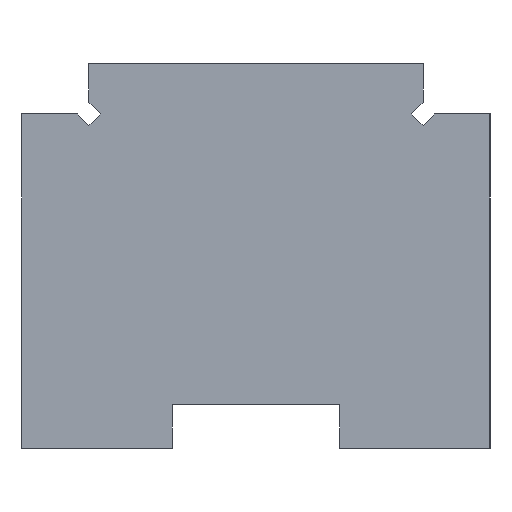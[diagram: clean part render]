
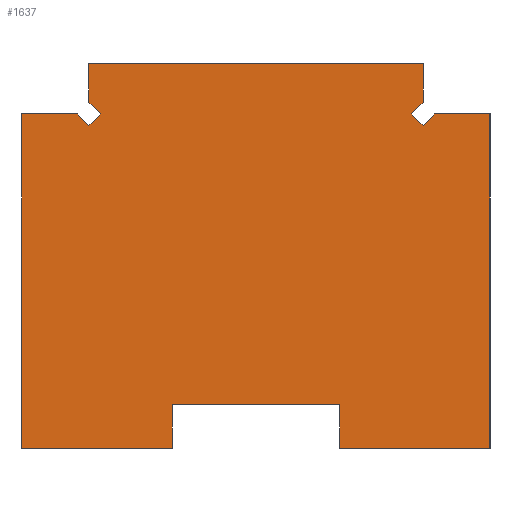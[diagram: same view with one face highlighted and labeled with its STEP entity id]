
A CAD part, left-side view. The second image highlights one B-rep face of the part: STEP entity #1637.
In plain terms, the highlighted planar face has unit normal (-1, 0, 0).
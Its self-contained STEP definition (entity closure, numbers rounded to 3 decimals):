
#903=EDGE_CURVE('',#983,#1121,#2551,.T.);
#979=VERTEX_POINT('',#2640);
#983=VERTEX_POINT('',#2644);
#1017=VERTEX_POINT('',#2683);
#1033=EDGE_CURVE('',#1915,#2101,#2700,.T.);
#1039=EDGE_CURVE('',#1825,#2289,#2706,.T.);
#1075=VERTEX_POINT('',#2745);
#1111=VERTEX_POINT('',#2785);
#1121=VERTEX_POINT('',#2795);
#1181=VERTEX_POINT('',#2857);
#1255=VERTEX_POINT('',#2942);
#1347=EDGE_CURVE('',#1425,#983,#3046,.T.);
#1415=VERTEX_POINT('',#3122);
#1425=VERTEX_POINT('',#3133);
#1461=EDGE_CURVE('',#1535,#1017,#3176,.T.);
#1495=VERTEX_POINT('',#3214);
#1523=EDGE_CURVE('',#1495,#1535,#3248,.T.);
#1535=VERTEX_POINT('',#3260);
#1569=EDGE_CURVE('',#979,#1181,#3297,.T.);
#1637=ADVANCED_FACE('',(#3370),#3371,.T.);
#1653=VERTEX_POINT('',#3388);
#1657=EDGE_CURVE('',#1653,#1255,#3392,.T.);
#1679=VERTEX_POINT('',#3415);
#1825=VERTEX_POINT('',#3581);
#1871=EDGE_CURVE('',#2289,#1017,#3632,.T.);
#1875=EDGE_CURVE('',#1181,#1075,#3636,.T.);
#1915=VERTEX_POINT('',#3683);
#1961=EDGE_CURVE('',#1255,#1121,#3736,.T.);
#2015=EDGE_CURVE('',#2101,#1825,#3797,.T.);
#2047=EDGE_CURVE('',#1075,#1679,#3835,.T.);
#2053=EDGE_CURVE('',#979,#1653,#3841,.T.);
#2101=VERTEX_POINT('',#3893);
#2157=EDGE_CURVE('',#1111,#1495,#3956,.T.);
#2209=EDGE_CURVE('',#1111,#1425,#4015,.T.);
#2289=VERTEX_POINT('',#4103);
#2437=EDGE_CURVE('',#1679,#1415,#4278,.T.);
#2451=EDGE_CURVE('',#1415,#1915,#4293,.T.);
#2551=LINE('',#4413,#4414);
#2640=CARTESIAN_POINT('',(-20.0,-10.707,20.0));
#2644=CARTESIAN_POINT('',(-20.0,-10.0,23.0));
#2683=CARTESIAN_POINT('',(-20.0,10.707,20.0));
#2700=LINE('',#4611,#4612);
#2706=LINE('',#4621,#4622);
#2745=CARTESIAN_POINT('',(-20.0,-14.0,0.0));
#2785=CARTESIAN_POINT('',(-20.0,10.0,20.707));
#2795=CARTESIAN_POINT('',(-20.0,-10.0,20.707));
#2857=CARTESIAN_POINT('',(-20.0,-14.0,20.0));
#2942=CARTESIAN_POINT('',(-20.0,-9.293,20.0));
#3046=LINE('',#5078,#5079);
#3122=CARTESIAN_POINT('',(-20.0,-5.0,2.6));
#3133=CARTESIAN_POINT('',(-20.0,10.0,23.0));
#3176=LINE('',#5242,#5243);
#3214=CARTESIAN_POINT('',(-20.0,9.293,20.0));
#3248=LINE('',#5333,#5334);
#3260=CARTESIAN_POINT('',(-20.0,10.0,19.293));
#3297=LINE('',#5402,#5403);
#3370=FACE_OUTER_BOUND('',#5503,.T.);
#3371=PLANE('',#5504);
#3388=CARTESIAN_POINT('',(-20.0,-10.0,19.293));
#3392=LINE('',#5533,#5534);
#3415=CARTESIAN_POINT('',(-20.0,-5.0,0.));
#3581=CARTESIAN_POINT('',(-20.0,14.0,0.0));
#3632=LINE('',#5845,#5846);
#3636=LINE('',#5853,#5854);
#3683=CARTESIAN_POINT('',(-20.0,5.0,2.6));
#3736=LINE('',#5974,#5975);
#3797=LINE('',#6053,#6054);
#3835=LINE('',#6102,#6103);
#3841=LINE('',#6113,#6114);
#3893=CARTESIAN_POINT('',(-20.0,5.0,0.0));
#3956=LINE('',#6264,#6265);
#4015=LINE('',#6333,#6334);
#4103=CARTESIAN_POINT('',(-20.0,14.0,20.0));
#4278=LINE('',#6663,#6664);
#4293=LINE('',#6682,#6683);
#4413=CARTESIAN_POINT('',(-20.0,-10.0,20.0));
#4414=VECTOR('',#6790,1.0);
#4611=CARTESIAN_POINT('',(-20.0,5.0,0.0));
#4612=VECTOR('',#7009,1.0);
#4621=CARTESIAN_POINT('',(-20.0,14.0,20.0));
#4622=VECTOR('',#7016,1.0);
#5078=CARTESIAN_POINT('',(-20.0,-10.0,23.0));
#5079=VECTOR('',#7452,1.0);
#5242=CARTESIAN_POINT('',(-20.0,5.786,15.079));
#5243=VECTOR('',#7637,1.0);
#5333=CARTESIAN_POINT('',(-20.0,9.567,19.726));
#5334=VECTOR('',#7763,1.0);
#5402=CARTESIAN_POINT('',(-20.0,-14.0,20.0));
#5403=VECTOR('',#7817,1.0);
#5503=EDGE_LOOP('',(#7910,#7911,#7912,#7913,#7914,#7915,#7916,#7917,#7918,#7919,#7920,#7921,#7922,#7923,#7924,#7925,#7926,#7927));
#5504=AXIS2_PLACEMENT_3D('',#7928,#7929,#7930);
#5533=CARTESIAN_POINT('',(-20.0,-9.214,20.079));
#5534=VECTOR('',#7955,1.0);
#5845=CARTESIAN_POINT('',(-20.0,10.0,20.0));
#5846=VECTOR('',#8268,1.0);
#5853=CARTESIAN_POINT('',(-20.0,-14.0,0.0));
#5854=VECTOR('',#8270,1.0);
#5974=CARTESIAN_POINT('',(-20.0,-5.079,15.786));
#5975=VECTOR('',#8420,1.0);
#6053=CARTESIAN_POINT('',(-20.0,14.0,0.0));
#6054=VECTOR('',#8505,1.0);
#6102=CARTESIAN_POINT('',(-20.0,-5.0,0.));
#6103=VECTOR('',#8563,1.0);
#6113=CARTESIAN_POINT('',(-20.0,-5.433,14.726));
#6114=VECTOR('',#8568,1.0);
#6264=CARTESIAN_POINT('',(-20.0,4.726,15.433));
#6265=VECTOR('',#8709,1.0);
#6333=CARTESIAN_POINT('',(-20.0,10.0,23.0));
#6334=VECTOR('',#8780,1.0);
#6663=CARTESIAN_POINT('',(-20.0,-5.0,2.6));
#6664=VECTOR('',#9148,1.0);
#6682=CARTESIAN_POINT('',(-20.0,5.0,2.6));
#6683=VECTOR('',#9163,1.0);
#6790=DIRECTION('',(0.0,0.0,-1.0));
#7009=DIRECTION('',(0.0,0.0,-1.0));
#7016=DIRECTION('',(0.0,0.0,1.0));
#7452=DIRECTION('',(0.0,-1.0,0.0));
#7637=DIRECTION('',(0.0,0.707,0.707));
#7763=DIRECTION('',(0.0,0.707,-0.707));
#7817=DIRECTION('',(0.0,-1.0,0.0));
#7910=ORIENTED_EDGE('',*,*,#1961,.T.);
#7911=ORIENTED_EDGE('',*,*,#903,.F.);
#7912=ORIENTED_EDGE('',*,*,#1347,.F.);
#7913=ORIENTED_EDGE('',*,*,#2209,.F.);
#7914=ORIENTED_EDGE('',*,*,#2157,.T.);
#7915=ORIENTED_EDGE('',*,*,#1523,.T.);
#7916=ORIENTED_EDGE('',*,*,#1461,.T.);
#7917=ORIENTED_EDGE('',*,*,#1871,.F.);
#7918=ORIENTED_EDGE('',*,*,#1039,.F.);
#7919=ORIENTED_EDGE('',*,*,#2015,.F.);
#7920=ORIENTED_EDGE('',*,*,#1033,.F.);
#7921=ORIENTED_EDGE('',*,*,#2451,.F.);
#7922=ORIENTED_EDGE('',*,*,#2437,.F.);
#7923=ORIENTED_EDGE('',*,*,#2047,.F.);
#7924=ORIENTED_EDGE('',*,*,#1875,.F.);
#7925=ORIENTED_EDGE('',*,*,#1569,.F.);
#7926=ORIENTED_EDGE('',*,*,#2053,.T.);
#7927=ORIENTED_EDGE('',*,*,#1657,.T.);
#7928=CARTESIAN_POINT('',(-20.0,0.,11.024));
#7929=DIRECTION('',(-1.0,0.0,0.0));
#7930=DIRECTION('',(0.0,-1.0,0.0));
#7955=DIRECTION('',(0.0,0.707,0.707));
#8268=DIRECTION('',(0.0,-1.0,0.0));
#8270=DIRECTION('',(0.0,0.0,-1.0));
#8420=DIRECTION('',(0.0,-0.707,0.707));
#8505=DIRECTION('',(0.0,1.0,0.0));
#8563=DIRECTION('',(0.0,1.0,0.0));
#8568=DIRECTION('',(0.0,0.707,-0.707));
#8709=DIRECTION('',(0.0,-0.707,-0.707));
#8780=DIRECTION('',(0.0,0.0,1.0));
#9148=DIRECTION('',(0.0,0.0,1.0));
#9163=DIRECTION('',(0.0,1.0,0.0));
